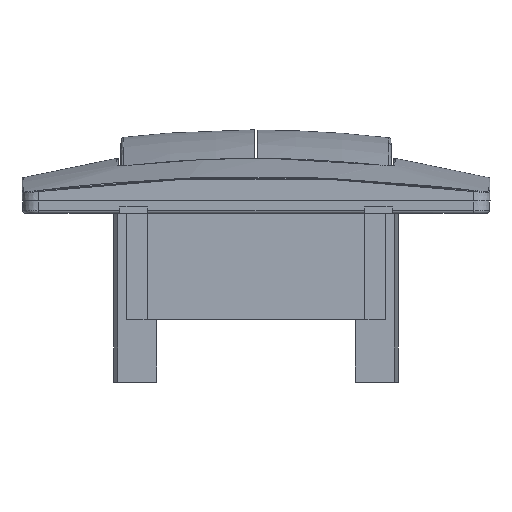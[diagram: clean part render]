
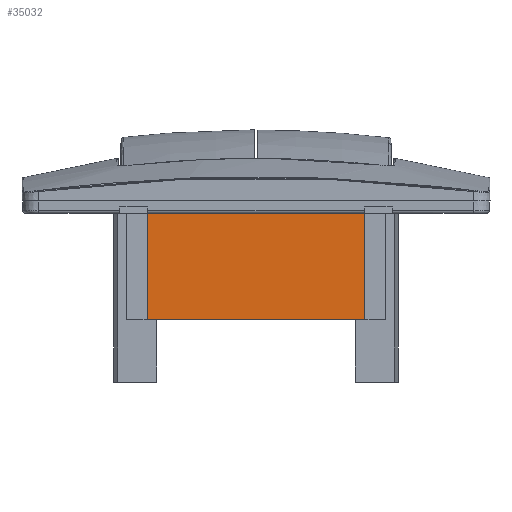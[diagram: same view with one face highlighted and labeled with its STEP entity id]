
A CAD part, front view. The second image highlights one B-rep face of the part: STEP entity #35032.
In plain terms, the highlighted planar face has unit normal (0, -1, 0).
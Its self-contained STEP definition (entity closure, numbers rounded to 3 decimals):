
#2037 = ORIENTED_EDGE ( 'NONE', *, *, #3259, .T. ) ;
#3259 = EDGE_CURVE ( 'NONE', #47729, #36953, #24001, .T. ) ;
#5583 = DIRECTION ( 'NONE',  ( 0., -1., 0. ) ) ;
#5868 = CARTESIAN_POINT ( 'NONE',  ( 20.015, -20.888, -13. ) ) ;
#6072 = ORIENTED_EDGE ( 'NONE', *, *, #9193, .T. ) ;
#7239 = ORIENTED_EDGE ( 'NONE', *, *, #32349, .T. ) ;
#8006 = CARTESIAN_POINT ( 'NONE',  ( -6.672, -20.888, -19.5 ) ) ;
#9193 = EDGE_CURVE ( 'NONE', #36953, #32859, #39500, .T. ) ;
#9292 = PLANE ( 'NONE',  #18843 ) ;
#14220 = CARTESIAN_POINT ( 'NONE',  ( -6.672, -20.888, 0. ) ) ;
#14926 = CARTESIAN_POINT ( 'NONE',  ( -20.015, -20.888, -19.5 ) ) ;
#16082 = CARTESIAN_POINT ( 'NONE',  ( -20.015, -20.888, -6.5 ) ) ;
#17930 = VERTEX_POINT ( 'NONE', #33898 ) ;
#18843 = AXIS2_PLACEMENT_3D ( 'NONE', #32043, #5583, #20680 ) ;
#19376 = CARTESIAN_POINT ( 'NONE',  ( 20.015, -20.888, -19.5 ) ) ;
#19802 = CARTESIAN_POINT ( 'NONE',  ( -20.015, -20.888, 0. ) ) ;
#20680 = DIRECTION ( 'NONE',  ( 0., 0., -1. ) ) ;
#21537 = B_SPLINE_CURVE_WITH_KNOTS ( 'NONE', 3,
 ( #14926, #8006, #23088, #19376 ),
 .UNSPECIFIED., .F., .F.,
 ( 4, 4 ),
 ( 0., 1. ),
 .UNSPECIFIED. ) ;
#22387 = CARTESIAN_POINT ( 'NONE',  ( 6.672, -20.888, 0. ) ) ;
#23088 = CARTESIAN_POINT ( 'NONE',  ( 6.672, -20.888, -19.5 ) ) ;
#23511 = CARTESIAN_POINT ( 'NONE',  ( -20.015, -20.888, -19.5 ) ) ;
#24001 = B_SPLINE_CURVE_WITH_KNOTS ( 'NONE', 3,
 ( #36941, #22387, #14220, #37449 ),
 .UNSPECIFIED., .F., .F.,
 ( 4, 4 ),
 ( 0., 1. ),
 .UNSPECIFIED. ) ;
#24395 = FACE_OUTER_BOUND ( 'NONE', #43373, .T. ) ;
#24688 = CARTESIAN_POINT ( 'NONE',  ( 20.015, -20.888, 0. ) ) ;
#27291 = EDGE_CURVE ( 'NONE', #32859, #17930, #21537, .T. ) ;
#28444 = CARTESIAN_POINT ( 'NONE',  ( -20.015, -20.888, 0. ) ) ;
#32043 = CARTESIAN_POINT ( 'NONE',  ( 15.323, -20.888, 0. ) ) ;
#32349 = EDGE_CURVE ( 'NONE', #17930, #47729, #38726, .T. ) ;
#32793 = CARTESIAN_POINT ( 'NONE',  ( 20.015, -20.888, -19.5 ) ) ;
#32859 = VERTEX_POINT ( 'NONE', #36064 ) ;
#33898 = CARTESIAN_POINT ( 'NONE',  ( 20.015, -20.888, -19.5 ) ) ;
#34866 = CARTESIAN_POINT ( 'NONE',  ( -20.015, -20.888, -13. ) ) ;
#35032 = ADVANCED_FACE ( 'NONE', ( #24395 ), #9292, .T. ) ;
#36064 = CARTESIAN_POINT ( 'NONE',  ( -20.015, -20.888, -19.5 ) ) ;
#36941 = CARTESIAN_POINT ( 'NONE',  ( 20.015, -20.888, 0. ) ) ;
#36953 = VERTEX_POINT ( 'NONE', #28444 ) ;
#36985 = CARTESIAN_POINT ( 'NONE',  ( 20.015, -20.888, -6.5 ) ) ;
#37449 = CARTESIAN_POINT ( 'NONE',  ( -20.015, -20.888, 0. ) ) ;
#38726 = B_SPLINE_CURVE_WITH_KNOTS ( 'NONE', 3,
 ( #32793, #5868, #36985, #24688 ),
 .UNSPECIFIED., .F., .F.,
 ( 4, 4 ),
 ( 0., 1. ),
 .UNSPECIFIED. ) ;
#39500 = B_SPLINE_CURVE_WITH_KNOTS ( 'NONE', 3,
 ( #19802, #16082, #34866, #23511 ),
 .UNSPECIFIED., .F., .F.,
 ( 4, 4 ),
 ( 0., 1. ),
 .UNSPECIFIED. ) ;
#43373 = EDGE_LOOP ( 'NONE', ( #7239, #2037, #6072, #46175 ) ) ;
#46175 = ORIENTED_EDGE ( 'NONE', *, *, #27291, .T. ) ;
#46580 = CARTESIAN_POINT ( 'NONE',  ( 20.015, -20.888, 0. ) ) ;
#47729 = VERTEX_POINT ( 'NONE', #46580 ) ;
